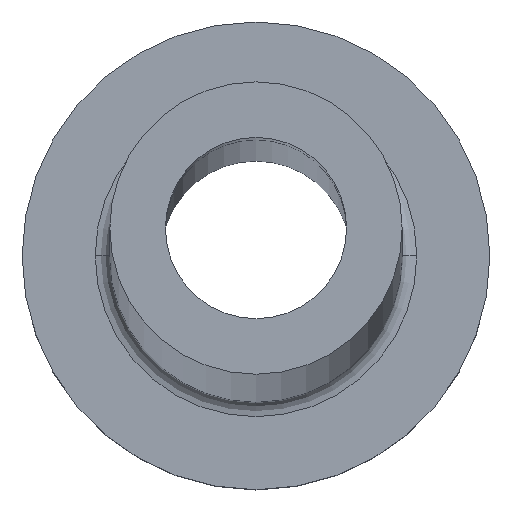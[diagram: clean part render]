
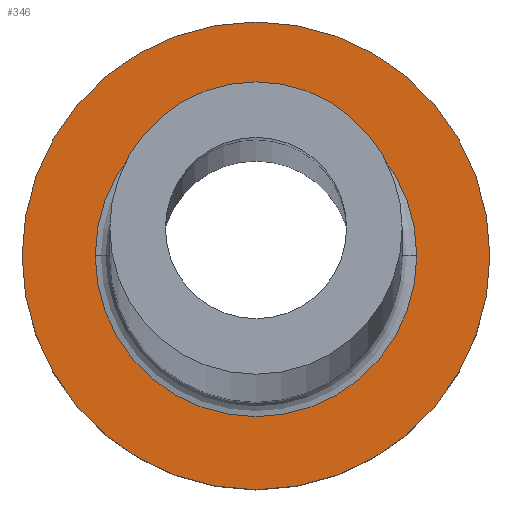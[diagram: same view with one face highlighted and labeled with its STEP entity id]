
A CAD part, top view. The second image highlights one B-rep face of the part: STEP entity #346.
In plain terms, the highlighted planar face has unit normal (0, 0, 1).
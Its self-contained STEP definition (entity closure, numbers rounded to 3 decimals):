
#4 = AXIS2_PLACEMENT_3D ( 'NONE', #180, #13, #18 ) ;
#6 = DIRECTION ( 'NONE',  ( 0., 0., -1. ) ) ;
#13 = DIRECTION ( 'NONE',  ( 0., 0., -1. ) ) ;
#18 = DIRECTION ( 'NONE',  ( 1., 0., 0. ) ) ;
#32 = EDGE_LOOP ( 'NONE', ( #330, #358 ) ) ;
#33 = FACE_OUTER_BOUND ( 'NONE', #32, .T. ) ;
#63 = ORIENTED_EDGE ( 'NONE', *, *, #217, .T. ) ;
#98 = CARTESIAN_POINT ( 'NONE',  ( 0., 0., 5. ) ) ;
#104 = DIRECTION ( 'NONE',  ( 0., 0., 1. ) ) ;
#106 = CARTESIAN_POINT ( 'NONE',  ( 8., 0., 5. ) ) ;
#131 = VERTEX_POINT ( 'NONE', #275 ) ;
#136 = CARTESIAN_POINT ( 'NONE',  ( 0., 0., 5. ) ) ;
#137 = DIRECTION ( 'NONE',  ( 1., 0., 0. ) ) ;
#172 = CARTESIAN_POINT ( 'NONE',  ( 0., 0., 5. ) ) ;
#175 = CIRCLE ( 'NONE', #239, 5.5 ) ;
#180 = CARTESIAN_POINT ( 'NONE',  ( 0., 0., 5. ) ) ;
#215 = CARTESIAN_POINT ( 'NONE',  ( 0., 0., 5. ) ) ;
#217 = EDGE_CURVE ( 'NONE', #299, #414, #369, .T. ) ;
#231 = AXIS2_PLACEMENT_3D ( 'NONE', #98, #104, #374 ) ;
#239 = AXIS2_PLACEMENT_3D ( 'NONE', #172, #6, #356 ) ;
#242 = CARTESIAN_POINT ( 'NONE',  ( -5.5, 0., 5. ) ) ;
#253 = VERTEX_POINT ( 'NONE', #106 ) ;
#275 = CARTESIAN_POINT ( 'NONE',  ( -8., 0., 5. ) ) ;
#281 = DIRECTION ( 'NONE',  ( 1., 0., 0. ) ) ;
#299 = VERTEX_POINT ( 'NONE', #242 ) ;
#301 = AXIS2_PLACEMENT_3D ( 'NONE', #136, #420, #281 ) ;
#319 = FACE_BOUND ( 'NONE', #339, .T. ) ;
#330 = ORIENTED_EDGE ( 'NONE', *, *, #413, .T. ) ;
#334 = CIRCLE ( 'NONE', #301, 8. ) ;
#339 = EDGE_LOOP ( 'NONE', ( #404, #63 ) ) ;
#346 = ADVANCED_FACE ( 'NONE', ( #319, #33 ), #433, .T. ) ;
#356 = DIRECTION ( 'NONE',  ( 1., 0., 0. ) ) ;
#358 = ORIENTED_EDGE ( 'NONE', *, *, #409, .T. ) ;
#369 = CIRCLE ( 'NONE', #4, 5.5 ) ;
#371 = EDGE_CURVE ( 'NONE', #414, #299, #175, .T. ) ;
#374 = DIRECTION ( 'NONE',  ( 1., 0., 0. ) ) ;
#404 = ORIENTED_EDGE ( 'NONE', *, *, #371, .T. ) ;
#409 = EDGE_CURVE ( 'NONE', #253, #131, #334, .T. ) ;
#413 = EDGE_CURVE ( 'NONE', #131, #253, #456, .T. ) ;
#414 = VERTEX_POINT ( 'NONE', #415 ) ;
#415 = CARTESIAN_POINT ( 'NONE',  ( 5.5, 0., 5. ) ) ;
#420 = DIRECTION ( 'NONE',  ( 0., 0., 1. ) ) ;
#427 = DIRECTION ( 'NONE',  ( 0., 0., 1. ) ) ;
#433 = PLANE ( 'NONE',  #448 ) ;
#448 = AXIS2_PLACEMENT_3D ( 'NONE', #215, #427, #137 ) ;
#456 = CIRCLE ( 'NONE', #231, 8. ) ;
